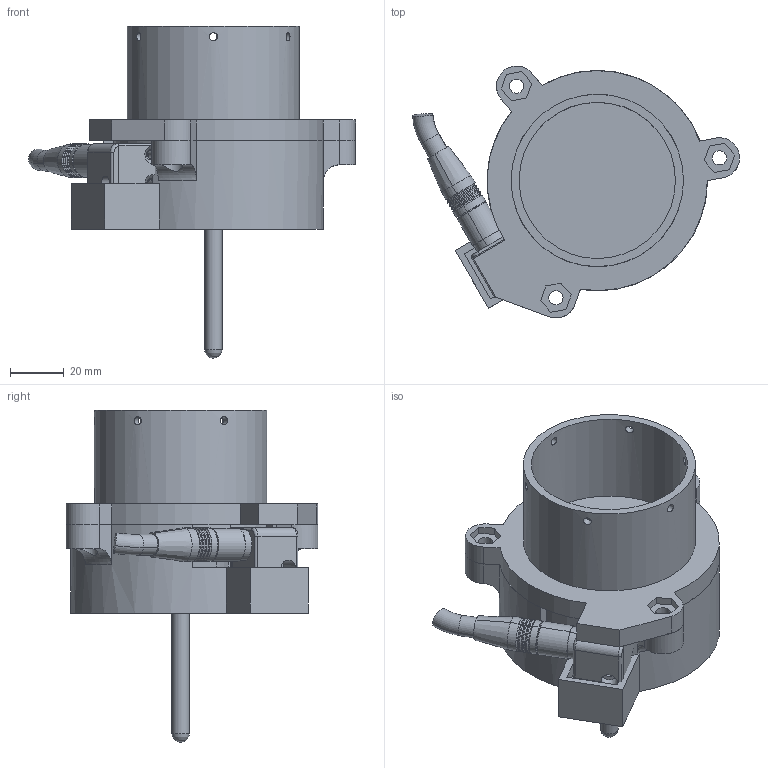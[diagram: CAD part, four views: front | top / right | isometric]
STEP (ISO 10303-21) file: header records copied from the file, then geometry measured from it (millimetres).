
FILE_DESCRIPTION(/* description */ (''),/* implementation_level */ '2;1');
FILE_NAME(/* name */ 'ForceSensorMicoMountv25.step',/* time_stamp */ '2021-09-08T13:07:30-04:00',/* author */ (''),/* organization */ (''),/* preprocessor_version */ 'ST-DEVELOPER v18.1',/* originating_system */ 'Autodesk Translation Framework v10.10.0.1391',/* authorisation */ '');
FILE_SCHEMA (('AUTOMOTIVE_DESIGN { 1 0 10303 214 3 1 1 }'));
Length unit declared in the file: metre
Products named in the file (5): ForceSensorMicoMount; ATI-9105-TIF-GAMMA v1; BottomPiece; TopPiece; EE Extension
Assembly tree (4 placements, depth 2):
  ForceSensorMicoMount
    ATI-9105-TIF-GAMMA v1
    BottomPiece
    TopPiece
    EE Extension
Bounding box: 121.91 x 93.84 x 123.72 mm (x, y, z)
Volume: 183561.3 mm3; surface area: 98350.4 mm2
Topology: 5 solids, 113 shells, 1450 faces, 3618 edges, 2291 vertices
Faces by surface type: cone 543, cylinder 525, plane 348, torus 29, sphere 4, bspline 1
Full cylindrical faces by diameter (mm): 2.55 x3, 3 x6, 5.3 x6, 6.5 x1, 8.2 x3, 15.969 x1, 58.25 x1, 63 x1, 64.25 x1, 74.554 x1, 75.985 x1
Entity records: 45612 total; most frequent: CARTESIAN_POINT 9131, DIRECTION 8290, ORIENTED_EDGE 7228, EDGE_CURVE 3614, AXIS2_PLACEMENT_3D 3348, VERTEX_POINT 2291, CIRCLE 1890, EDGE_LOOP 1621
